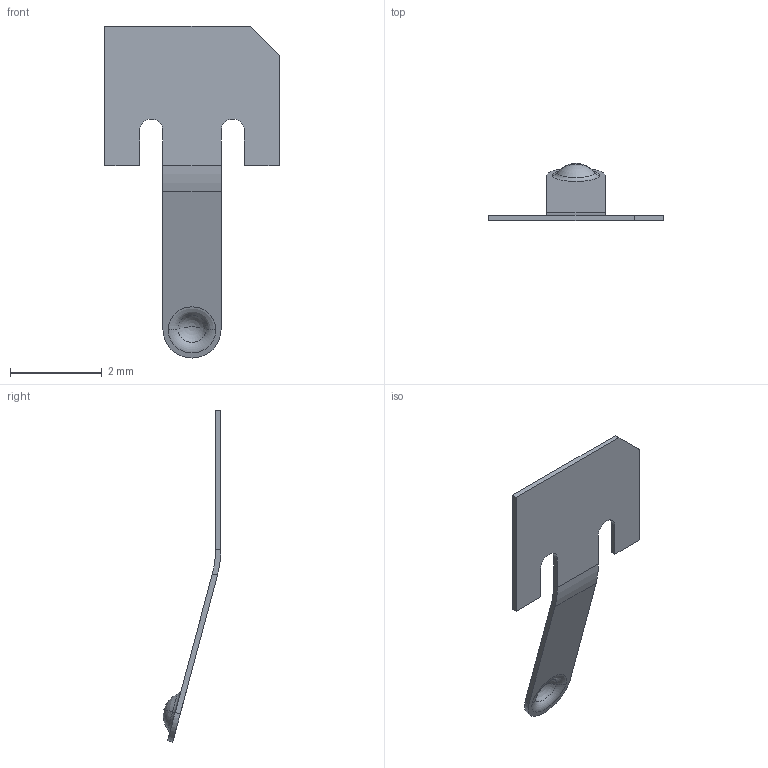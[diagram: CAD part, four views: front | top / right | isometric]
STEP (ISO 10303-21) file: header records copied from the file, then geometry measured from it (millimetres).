
FILE_DESCRIPTION((''),'2;1');
FILE_NAME('0097-0488','2013-07-26T',('dgree'),(''),'PRO/ENGINEER BY PARAMETRIC TECHNOLOGY CORPORATION, 2012360','PRO/ENGINEER BY PARAMETRIC TECHNOLOGY CORPORATION, 2012360','');
FILE_SCHEMA(('CONFIG_CONTROL_DESIGN'));
Length unit declared in the file: inch
Products named in the file (1): 0097-0488
Bounding box: 3.81 x 1.26 x 7.25 mm (x, y, z)
Volume: 1.8 mm3; surface area: 34.7 mm2
Topology: 1 solids, 1 shells, 31 faces, 75 edges, 44 vertices
Faces by surface type: plane 18, cylinder 5, torus 4, sphere 4
Entity records: 911 total; most frequent: DIRECTION 159, CARTESIAN_POINT 146, ORIENTED_EDGE 142, EDGE_CURVE 71, AXIS2_PLACEMENT_3D 57, VECTOR 45, LINE 45, VERTEX_POINT 44
